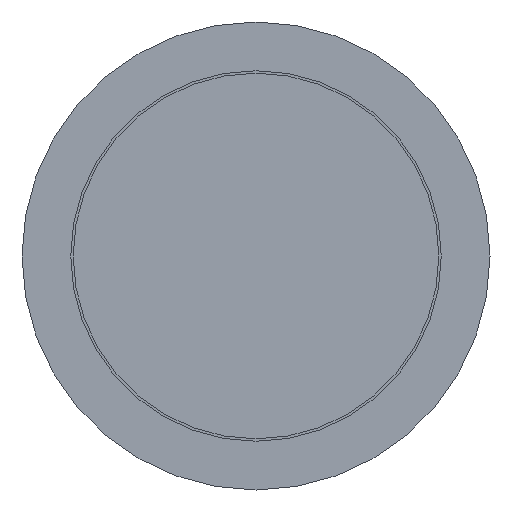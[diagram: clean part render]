
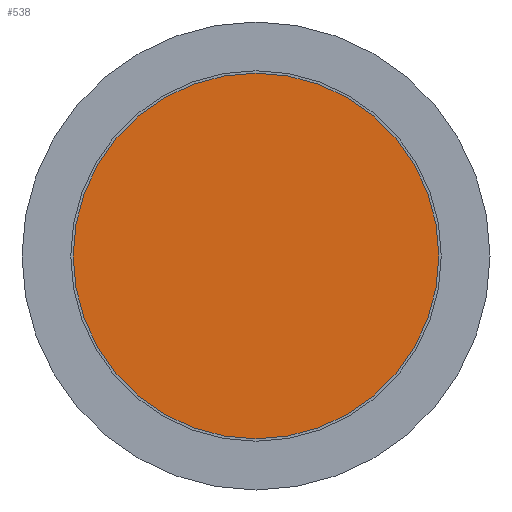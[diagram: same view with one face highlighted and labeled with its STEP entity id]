
A CAD part, front view. The second image highlights one B-rep face of the part: STEP entity #538.
In plain terms, the highlighted planar face has unit normal (0, -1, 0).
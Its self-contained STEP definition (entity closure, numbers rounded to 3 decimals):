
#3 = CIRCLE ( 'NONE', #352, 18.75 ) ;
#36 = DIRECTION ( 'NONE',  ( 0., -1., 0. ) ) ;
#121 = CARTESIAN_POINT ( 'NONE',  ( 0., 0., 0. ) ) ;
#128 = DIRECTION ( 'NONE',  ( 0., 0., -1. ) ) ;
#254 = EDGE_LOOP ( 'NONE', ( #475 ) ) ;
#262 = AXIS2_PLACEMENT_3D ( 'NONE', #464, #300, #545 ) ;
#292 = FACE_OUTER_BOUND ( 'NONE', #254, .T. ) ;
#300 = DIRECTION ( 'NONE',  ( 0., 1., 0. ) ) ;
#340 = PLANE ( 'NONE',  #262 ) ;
#352 = AXIS2_PLACEMENT_3D ( 'NONE', #121, #36, #128 ) ;
#424 = CARTESIAN_POINT ( 'NONE',  ( 0., 0., -18.75 ) ) ;
#427 = VERTEX_POINT ( 'NONE', #424 ) ;
#464 = CARTESIAN_POINT ( 'NONE',  ( -18.75, 0., 0. ) ) ;
#475 = ORIENTED_EDGE ( 'NONE', *, *, #527, .T. ) ;
#527 = EDGE_CURVE ( 'NONE', #427, #427, #3, .T. ) ;
#538 = ADVANCED_FACE ( 'NONE', ( #292 ), #340, .F. ) ;
#545 = DIRECTION ( 'NONE',  ( 0., 0., 1. ) ) ;
